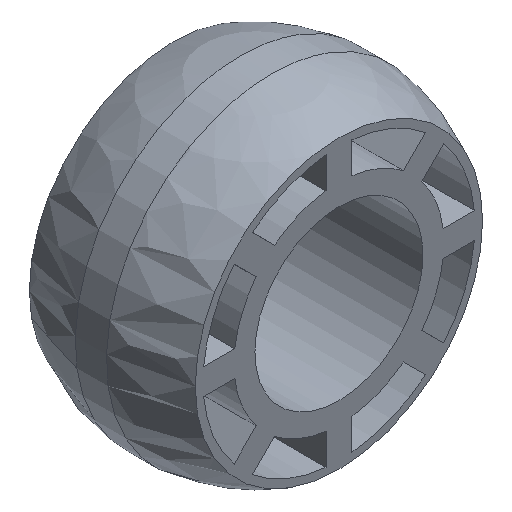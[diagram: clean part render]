
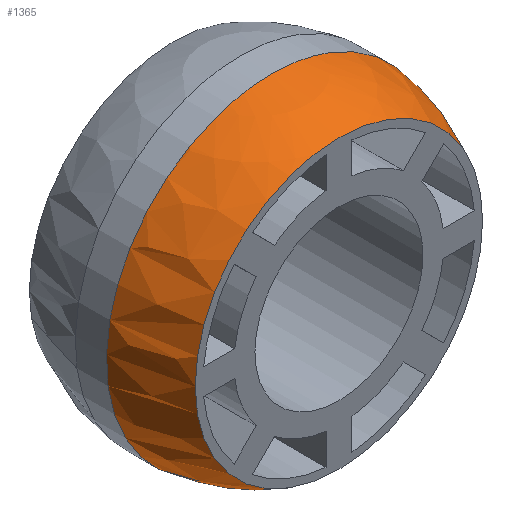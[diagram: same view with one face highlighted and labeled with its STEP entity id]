
A CAD part, isometric view. The second image highlights one B-rep face of the part: STEP entity #1365.
In plain terms, the highlighted spherical face has radius 12.7 mm.
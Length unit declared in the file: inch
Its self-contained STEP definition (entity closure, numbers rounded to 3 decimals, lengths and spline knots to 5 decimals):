
#67=SPHERICAL_SURFACE('',#1458,0.5);
#70=FACE_BOUND('',#252,.T.);
#90=CIRCLE('',#1453,0.49779);
#94=CIRCLE('',#1459,0.43301);
#163=FACE_OUTER_BOUND('',#251,.T.);
#251=EDGE_LOOP('',(#933,#934));
#252=EDGE_LOOP('',(#935));
#551=B_SPLINE_CURVE_WITH_KNOTS('',3,(#2026,#2027,#2028,#2029,#2030,#2031,
#2032,#2033,#2034,#2035,#2036,#2037,#2038,#2039,#2040,#2041,#2042,#2043,
#2044,#2045,#2046,#2047,#2048,#2049,#2050,#2051),.UNSPECIFIED.,.F.,.F.,
(4,2,2,2,2,2,2,2,2,2,2,2,4),(-0.66758,-0.60852,-0.5215,
-0.43449,-0.41288,-0.40208,-0.39127,
-0.38047,-0.36966,-0.34805,-0.26104,
-0.17403,-0.11496),.UNSPECIFIED.);
#585=VERTEX_POINT('',#2024);
#586=VERTEX_POINT('',#2025);
#591=VERTEX_POINT('',#2091);
#721=EDGE_CURVE('',#585,#586,#551,.T.);
#725=EDGE_CURVE('',#586,#585,#90,.T.);
#729=EDGE_CURVE('',#591,#591,#94,.T.);
#933=ORIENTED_EDGE('',*,*,#725,.F.);
#934=ORIENTED_EDGE('',*,*,#721,.F.);
#935=ORIENTED_EDGE('',*,*,#729,.F.);
#1365=ADVANCED_FACE('',(#163,#70),#67,.T.);
#1453=AXIS2_PLACEMENT_3D('',#2083,#1616,#1617);
#1458=AXIS2_PLACEMENT_3D('',#2090,#1626,#1627);
#1459=AXIS2_PLACEMENT_3D('',#2092,#1628,#1629);
#1616=DIRECTION('center_axis',(0.,1.,0.));
#1617=DIRECTION('ref_axis',(0.,0.,1.));
#1626=DIRECTION('center_axis',(0.,0.,1.));
#1627=DIRECTION('ref_axis',(1.,0.,0.));
#1628=DIRECTION('center_axis',(0.,-1.,0.));
#1629=DIRECTION('ref_axis',(0.,0.,-1.));
#2024=CARTESIAN_POINT('',(0.02898,-0.047,-0.49694));
#2025=CARTESIAN_POINT('',(-0.02898,-0.047,-0.49694));
#2026=CARTESIAN_POINT('Ctrl Pts',(0.02898,-0.047,
-0.49694));
#2027=CARTESIAN_POINT('Ctrl Pts',(0.02866,-0.05521,
-0.49618));
#2028=CARTESIAN_POINT('Ctrl Pts',(0.02822,-0.06342,
-0.49523));
#2029=CARTESIAN_POINT('Ctrl Pts',(0.02667,-0.08348,
-0.49241));
#2030=CARTESIAN_POINT('Ctrl Pts',(0.02536,-0.09515,
-0.49034));
#2031=CARTESIAN_POINT('Ctrl Pts',(0.02111,-0.11741,
-0.4857));
#2032=CARTESIAN_POINT('Ctrl Pts',(0.0186,-0.12807,
-0.4831));
#2033=CARTESIAN_POINT('Ctrl Pts',(0.01142,-0.13996,
-0.47989));
#2034=CARTESIAN_POINT('Ctrl Pts',(0.00961,-0.14239,
-0.47921));
#2035=CARTESIAN_POINT('Ctrl Pts',(0.00639,-0.14517,
-0.47842));
#2036=CARTESIAN_POINT('Ctrl Pts',(0.00523,-0.14595,
-0.4782));
#2037=CARTESIAN_POINT('Ctrl Pts',(0.00274,-0.14705,
-0.47788));
#2038=CARTESIAN_POINT('Ctrl Pts',(0.00142,-0.14738,
-0.47779));
#2039=CARTESIAN_POINT('Ctrl Pts',(-0.00142,-0.14738,
-0.47779));
#2040=CARTESIAN_POINT('Ctrl Pts',(-0.00274,-0.14705,
-0.47788));
#2041=CARTESIAN_POINT('Ctrl Pts',(-0.00523,-0.14595,
-0.4782));
#2042=CARTESIAN_POINT('Ctrl Pts',(-0.00639,-0.14517,
-0.47842));
#2043=CARTESIAN_POINT('Ctrl Pts',(-0.00961,-0.14239,
-0.47921));
#2044=CARTESIAN_POINT('Ctrl Pts',(-0.01142,-0.13996,
-0.47989));
#2045=CARTESIAN_POINT('Ctrl Pts',(-0.0186,-0.12807,
-0.4831));
#2046=CARTESIAN_POINT('Ctrl Pts',(-0.02111,-0.11741,
-0.4857));
#2047=CARTESIAN_POINT('Ctrl Pts',(-0.02536,-0.09515,
-0.49034));
#2048=CARTESIAN_POINT('Ctrl Pts',(-0.02667,-0.08348,
-0.49241));
#2049=CARTESIAN_POINT('Ctrl Pts',(-0.02822,-0.06342,
-0.49523));
#2050=CARTESIAN_POINT('Ctrl Pts',(-0.02866,-0.05521,
-0.49618));
#2051=CARTESIAN_POINT('Ctrl Pts',(-0.02898,-0.047,
-0.49694));
#2083=CARTESIAN_POINT('Origin',(0.,-0.047,0.));
#2090=CARTESIAN_POINT('Origin',(0.,0.,0.));
#2091=CARTESIAN_POINT('',(0.43301,-0.25,0.));
#2092=CARTESIAN_POINT('Origin',(0.,-0.25,0.));
